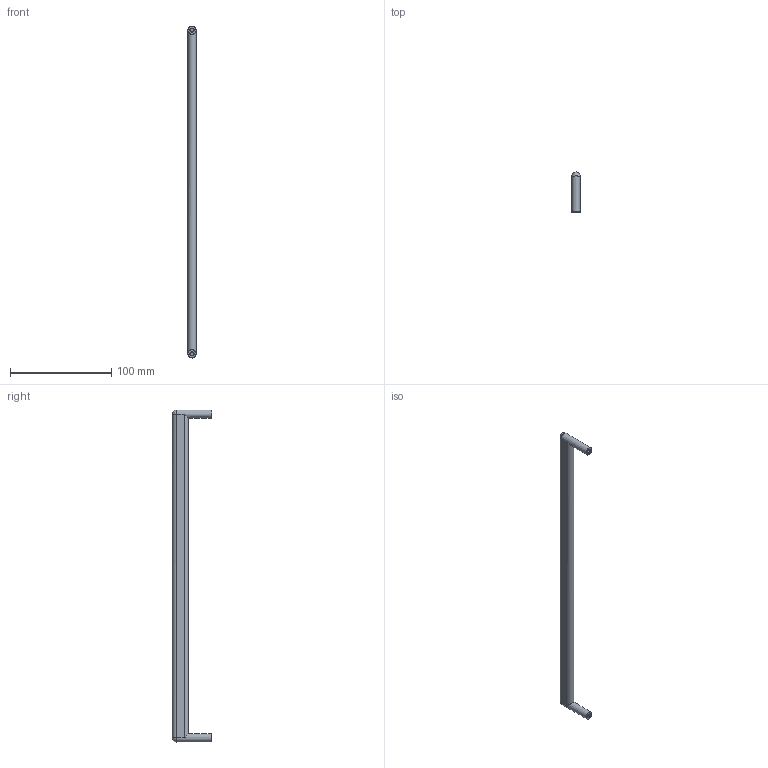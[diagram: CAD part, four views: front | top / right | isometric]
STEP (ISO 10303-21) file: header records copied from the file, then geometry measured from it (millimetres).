
FILE_DESCRIPTION(/* description */ ('SolidWorks IGES file using analytic representation for surfaces '),/* implementation_level */ '2;1');
FILE_NAME(/* name */ '0673_320_01.stp',/* time_stamp */ '2024-09-16T09:10:36+02:00',/* author */ ('mantolin'),/* organization */ (''),/* preprocessor_version */ 'ST-DEVELOPER v18.1',/* originating_system */ 'Autodesk Inventor 2022',/* authorisation */ '');
FILE_SCHEMA (('AUTOMOTIVE_DESIGN { 1 0 10303 214 3 1 1 }'));
Length unit declared in the file: millimetre
Products named in the file (1): 0673_320_00(改)(4)
Bounding box: 8.24 x 39 x 328.24 mm (x, y, z)
Volume: 40355 mm3; surface area: 15130.9 mm2
Topology: 1 solids, 1 shells, 16 faces, 39 edges, 24 vertices
Faces by surface type: plane 6, cylinder 4, cone 4, bspline 2
Full cylindrical faces by diameter (mm): 3.2 x2
Entity records: 1536 total; most frequent: CARTESIAN_POINT 1107, DIRECTION 77, ORIENTED_EDGE 72, EDGE_CURVE 36, AXIS2_PLACEMENT_3D 31, VERTEX_POINT 24, EDGE_LOOP 18, STYLED_ITEM 17
